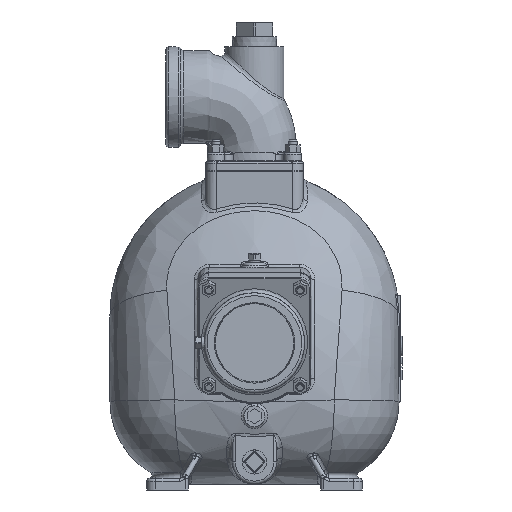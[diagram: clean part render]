
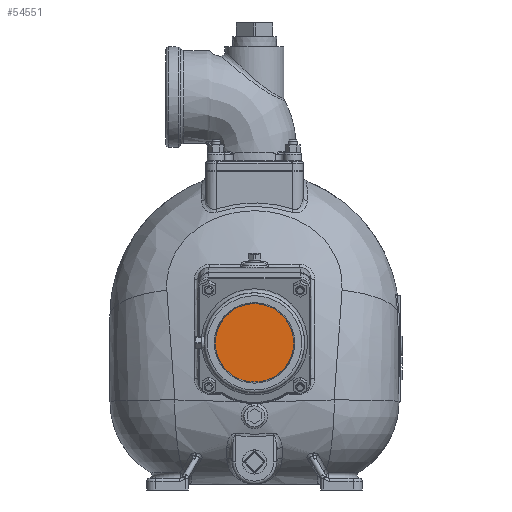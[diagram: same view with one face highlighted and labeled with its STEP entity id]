
A CAD part, front view. The second image highlights one B-rep face of the part: STEP entity #54551.
In plain terms, the highlighted planar face has unit normal (0, -1, 0).
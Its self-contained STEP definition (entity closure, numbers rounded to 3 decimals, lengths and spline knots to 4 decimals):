
#18349=ORIENTED_EDGE('',*,*,#23861,.T.);
#23861=EDGE_CURVE('',#27291,#27291,#29280,.F.);
#27291=VERTEX_POINT('',#100664);
#29280=CIRCLE('',#58658,1.6625);
#31975=EDGE_LOOP('',(#18349));
#34668=FACE_BOUND('',#31975,.T.);
#35481=PLANE('',#58695);
#54551=ADVANCED_FACE('',(#34668),#35481,.F.);
#58658=AXIS2_PLACEMENT_3D('',#100663,#69184,#69185);
#58695=AXIS2_PLACEMENT_3D('',#100729,#69270,#69271);
#69184=DIRECTION('',(0.,1.,0.));
#69185=DIRECTION('',(0.,0.,1.));
#69270=DIRECTION('',(0.,1.,0.));
#69271=DIRECTION('',(0.,0.,1.));
#100663=CARTESIAN_POINT('',(0.,-9.2881,0.7361));
#100664=CARTESIAN_POINT('',(0.,-9.2881,2.3986));
#100729=CARTESIAN_POINT('',(0.,-9.2881,0.7361));
